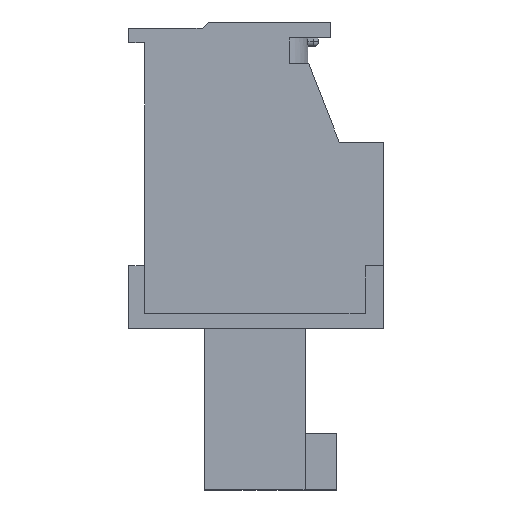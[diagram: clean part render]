
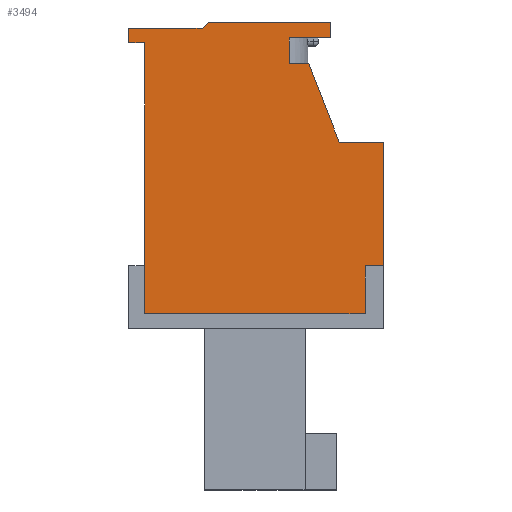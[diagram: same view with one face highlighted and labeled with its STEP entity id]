
A CAD part, left-side view. The second image highlights one B-rep face of the part: STEP entity #3494.
In plain terms, the highlighted planar face has unit normal (-1, 0, 0).
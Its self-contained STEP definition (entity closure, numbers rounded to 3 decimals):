
#3494 = ADVANCED_FACE( '', ( #7353 ), #7354, .T. );
#7353 = FACE_OUTER_BOUND( '', #11685, .T. );
#7354 = PLANE( '', #11686 );
#11685 = EDGE_LOOP( '', ( #21295, #21296, #21297, #21298, #21299, #21300, #21301, #21302, #21303, #21304, #21305, #21306, #21307, #21308, #21309, #21310 ) );
#11686 = AXIS2_PLACEMENT_3D( '', #21311, #21312, #21313 );
#21295 = ORIENTED_EDGE( '', *, *, #28913, .F. );
#21296 = ORIENTED_EDGE( '', *, *, #30392, .T. );
#21297 = ORIENTED_EDGE( '', *, *, #27371, .T. );
#21298 = ORIENTED_EDGE( '', *, *, #30425, .T. );
#21299 = ORIENTED_EDGE( '', *, *, #28890, .T. );
#21300 = ORIENTED_EDGE( '', *, *, #30426, .T. );
#21301 = ORIENTED_EDGE( '', *, *, #26686, .T. );
#21302 = ORIENTED_EDGE( '', *, *, #27327, .T. );
#21303 = ORIENTED_EDGE( '', *, *, #29754, .T. );
#21304 = ORIENTED_EDGE( '', *, *, #30427, .T. );
#21305 = ORIENTED_EDGE( '', *, *, #30428, .T. );
#21306 = ORIENTED_EDGE( '', *, *, #26591, .T. );
#21307 = ORIENTED_EDGE( '', *, *, #30352, .T. );
#21308 = ORIENTED_EDGE( '', *, *, #30429, .T. );
#21309 = ORIENTED_EDGE( '', *, *, #30430, .T. );
#21310 = ORIENTED_EDGE( '', *, *, #30088, .T. );
#21311 = CARTESIAN_POINT( '', ( -22.86, 0., 0. ) );
#21312 = DIRECTION( '', ( -1., 0., 0. ) );
#21313 = DIRECTION( '', ( 0., 0., 1. ) );
#26591 = EDGE_CURVE( '', #31882, #31880, #31883, .T. );
#26686 = EDGE_CURVE( '', #32058, #32059, #32060, .T. );
#27327 = EDGE_CURVE( '', #32059, #33187, #33188, .T. );
#27371 = EDGE_CURVE( '', #33261, #33259, #33262, .T. );
#28890 = EDGE_CURVE( '', #35757, #35758, #35759, .T. );
#28913 = EDGE_CURVE( '', #35796, #35797, #35798, .T. );
#29754 = EDGE_CURVE( '', #33187, #36992, #36993, .T. );
#30088 = EDGE_CURVE( '', #37445, #35797, #37446, .T. );
#30352 = EDGE_CURVE( '', #31880, #37782, #37784, .T. );
#30392 = EDGE_CURVE( '', #35796, #33261, #37833, .T. );
#30425 = EDGE_CURVE( '', #33259, #35757, #37871, .T. );
#30426 = EDGE_CURVE( '', #35758, #32058, #37872, .T. );
#30427 = EDGE_CURVE( '', #36992, #37873, #37874, .T. );
#30428 = EDGE_CURVE( '', #37873, #31882, #37875, .T. );
#30429 = EDGE_CURVE( '', #37782, #37876, #37877, .T. );
#30430 = EDGE_CURVE( '', #37876, #37445, #37878, .T. );
#31880 = VERTEX_POINT( '', #39623 );
#31882 = VERTEX_POINT( '', #39626 );
#31883 = LINE( '', #39627, #39628 );
#32058 = VERTEX_POINT( '', #39896 );
#32059 = VERTEX_POINT( '', #39897 );
#32060 = LINE( '', #39898, #39899 );
#33187 = VERTEX_POINT( '', #41506 );
#33188 = LINE( '', #41507, #41508 );
#33259 = VERTEX_POINT( '', #41607 );
#33261 = VERTEX_POINT( '', #41610 );
#33262 = LINE( '', #41611, #41612 );
#35757 = VERTEX_POINT( '', #45295 );
#35758 = VERTEX_POINT( '', #45296 );
#35759 = LINE( '', #45297, #45298 );
#35796 = VERTEX_POINT( '', #45345 );
#35797 = VERTEX_POINT( '', #45346 );
#35798 = LINE( '', #45347, #45348 );
#36992 = VERTEX_POINT( '', #47147 );
#36993 = LINE( '', #47148, #47149 );
#37445 = VERTEX_POINT( '', #47847 );
#37446 = LINE( '', #47848, #47849 );
#37782 = VERTEX_POINT( '', #48356 );
#37784 = LINE( '', #48359, #48360 );
#37833 = LINE( '', #48429, #48430 );
#37871 = LINE( '', #48490, #48491 );
#37872 = LINE( '', #48492, #48493 );
#37873 = VERTEX_POINT( '', #48494 );
#37874 = LINE( '', #48495, #48496 );
#37875 = LINE( '', #48497, #48498 );
#37876 = VERTEX_POINT( '', #48499 );
#37877 = LINE( '', #48500, #48501 );
#37878 = LINE( '', #48502, #48503 );
#39623 = CARTESIAN_POINT( '', ( -22.86, -4.5, -3.575 ) );
#39626 = CARTESIAN_POINT( '', ( -22.86, -4.5, -5.525 ) );
#39627 = CARTESIAN_POINT( '', ( -22.86, -4.5, -5.525 ) );
#39628 = VECTOR( '', #50608, 1000. );
#39896 = CARTESIAN_POINT( '', ( -22.86, 2.153, 6.125 ) );
#39897 = CARTESIAN_POINT( '', ( -22.86, 5.15, 6.125 ) );
#39898 = CARTESIAN_POINT( '', ( -22.86, 2.153, 6.125 ) );
#39899 = VECTOR( '', #50711, 1000. );
#41506 = CARTESIAN_POINT( '', ( -22.86, 5.15, 5.525 ) );
#41507 = CARTESIAN_POINT( '', ( -22.86, 5.15, 6.125 ) );
#41508 = VECTOR( '', #51361, 1000. );
#41607 = CARTESIAN_POINT( '', ( -22.86, -3.1, 5.725 ) );
#41610 = CARTESIAN_POINT( '', ( -22.86, -1.4, 5.725 ) );
#41611 = CARTESIAN_POINT( '', ( -22.86, -2.2, 5.725 ) );
#41612 = VECTOR( '', #51409, 1000. );
#45295 = CARTESIAN_POINT( '', ( -22.86, -3.1, 6.375 ) );
#45296 = CARTESIAN_POINT( '', ( -22.86, 1.9, 6.375 ) );
#45297 = CARTESIAN_POINT( '', ( -22.86, -3.1, 6.375 ) );
#45298 = VECTOR( '', #52948, 1000. );
#45345 = CARTESIAN_POINT( '', ( -22.86, -1.4, 4.675 ) );
#45346 = CARTESIAN_POINT( '', ( -22.86, -2.2, 4.675 ) );
#45347 = CARTESIAN_POINT( '', ( -22.86, -1.4, 4.675 ) );
#45348 = VECTOR( '', #52983, 1000. );
#47147 = CARTESIAN_POINT( '', ( -22.86, 4.5, 5.525 ) );
#47148 = CARTESIAN_POINT( '', ( -22.86, 5.15, 5.525 ) );
#47149 = VECTOR( '', #53723, 1000. );
#47847 = CARTESIAN_POINT( '', ( -22.86, -3.45, 1.475 ) );
#47848 = CARTESIAN_POINT( '', ( -22.86, -3.45, 1.475 ) );
#47849 = VECTOR( '', #54006, 1000. );
#48356 = CARTESIAN_POINT( '', ( -22.86, -5.25, -3.575 ) );
#48359 = CARTESIAN_POINT( '', ( -22.86, -4.5, -3.575 ) );
#48360 = VECTOR( '', #54204, 1000. );
#48429 = CARTESIAN_POINT( '', ( -22.86, -1.4, 4.675 ) );
#48430 = VECTOR( '', #54237, 1000. );
#48490 = CARTESIAN_POINT( '', ( -22.86, -3.1, 5.725 ) );
#48491 = VECTOR( '', #54266, 1000. );
#48492 = CARTESIAN_POINT( '', ( -22.86, 1.9, 6.375 ) );
#48493 = VECTOR( '', #54267, 1000. );
#48494 = CARTESIAN_POINT( '', ( -22.86, 4.5, -5.525 ) );
#48495 = CARTESIAN_POINT( '', ( -22.86, 4.5, 5.525 ) );
#48496 = VECTOR( '', #54268, 1000. );
#48497 = CARTESIAN_POINT( '', ( -22.86, 4.5, -5.525 ) );
#48498 = VECTOR( '', #54269, 1000. );
#48499 = CARTESIAN_POINT( '', ( -22.86, -5.25, 1.475 ) );
#48500 = CARTESIAN_POINT( '', ( -22.86, -5.25, -3.575 ) );
#48501 = VECTOR( '', #54270, 1000. );
#48502 = CARTESIAN_POINT( '', ( -22.86, -5.25, 1.475 ) );
#48503 = VECTOR( '', #54271, 1000. );
#50608 = DIRECTION( '', ( 0., 0., 1. ) );
#50711 = DIRECTION( '', ( 0., 1., 0. ) );
#51361 = DIRECTION( '', ( 0., 0., -1. ) );
#51409 = DIRECTION( '', ( 0., -1., 0. ) );
#52948 = DIRECTION( '', ( 0., 1., 0. ) );
#52983 = DIRECTION( '', ( 0., -1., 0. ) );
#53723 = DIRECTION( '', ( 0., -1., 0. ) );
#54006 = DIRECTION( '', ( 0., 0.364, 0.931 ) );
#54204 = DIRECTION( '', ( 0., -1., 0. ) );
#54237 = DIRECTION( '', ( 0., 0., 1. ) );
#54266 = DIRECTION( '', ( 0., 0., 1. ) );
#54267 = DIRECTION( '', ( 0., 0.711, -0.704 ) );
#54268 = DIRECTION( '', ( 0., 0., -1. ) );
#54269 = DIRECTION( '', ( 0., -1., 0. ) );
#54270 = DIRECTION( '', ( 0., 0., 1. ) );
#54271 = DIRECTION( '', ( 0., 1., 0. ) );
